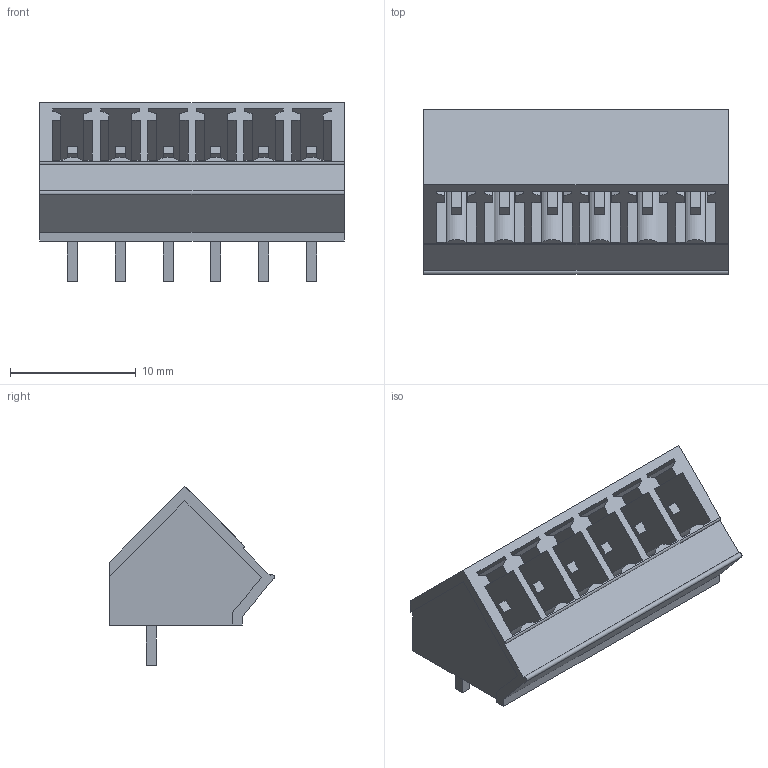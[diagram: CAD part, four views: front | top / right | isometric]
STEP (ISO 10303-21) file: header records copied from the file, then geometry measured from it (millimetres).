
FILE_DESCRIPTION(('CATIA V5 STEP Exchange','CAx-IF Rec.Pracs.--- Model Styling and Organization---1.2---2011-12-15'),'2;1');
FILE_NAME ('D1460960_0_1977240000_1977240000.stp','2018-04-23T09:50:29+00:00',('none'),('Weidmueller'),'CATIA Version 5-6 Release 2014','CATIA V5 STEP AP214','none');
FILE_SCHEMA(('AUTOMOTIVE_DESIGN { 1 0 10303 214 1 1 1 1 }'));
Length unit declared in the file: millimetre
Products named in the file (1): 1977240000
Bounding box: 24.25 x 13.1 x 14.2 mm (x, y, z)
Volume: 1122.3 mm3; surface area: 2855.5 mm2
Topology: 7 solids, 7 shells, 277 faces, 781 edges, 524 vertices
Faces by surface type: plane 257, cylinder 20
Entity records: 8752 total; most frequent: CARTESIAN_POINT 1564, ORIENTED_EDGE 1562, DIRECTION 1195, EDGE_CURVE 781, VECTOR 741, LINE 741, VERTEX_POINT 524, EDGE_LOOP 295
